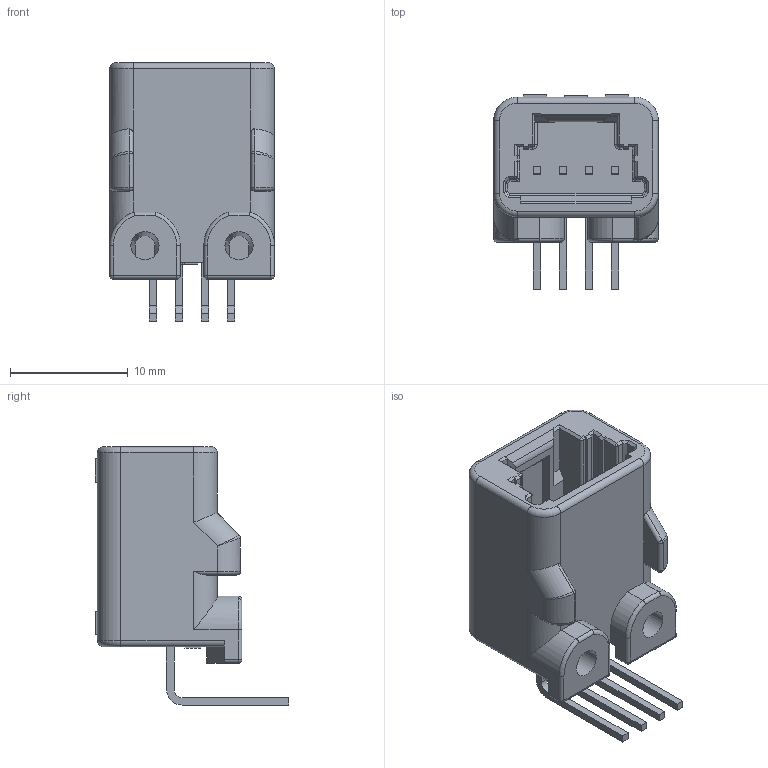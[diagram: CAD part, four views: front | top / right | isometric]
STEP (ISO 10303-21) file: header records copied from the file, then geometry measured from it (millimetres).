
FILE_DESCRIPTION((''),'2;1');
FILE_NAME('C-1565749-3','2010-08-27T',('workeradm'),('Tyco Electronics Ltd.'),'PRO/ENGINEER BY PARAMETRIC TECHNOLOGY CORPORATION, 2009300','PRO/ENGINEER BY PARAMETRIC TECHNOLOGY CORPORATION, 2009300','');
FILE_SCHEMA(('AUTOMOTIVE_DESIGN { 1 0 10303 214 1 1 1 1 }'));
Length unit declared in the file: millimetre
Products named in the file (1): C-1565749-3
Bounding box: 14 x 16.5 x 21.97 mm (x, y, z)
Volume: 1625.4 mm3; surface area: 2010.8 mm2
Topology: 1 solids, 1 shells, 305 faces, 772 edges, 476 vertices
Faces by surface type: plane 197, cylinder 76, torus 14, sphere 8, cone 6, bspline 4
Entity records: 9616 total; most frequent: CARTESIAN_POINT 2034, ORIENTED_EDGE 1536, DIRECTION 1468, EDGE_CURVE 768, VECTOR 606, LINE 606, VERTEX_POINT 476, AXIS2_PLACEMENT_3D 431
